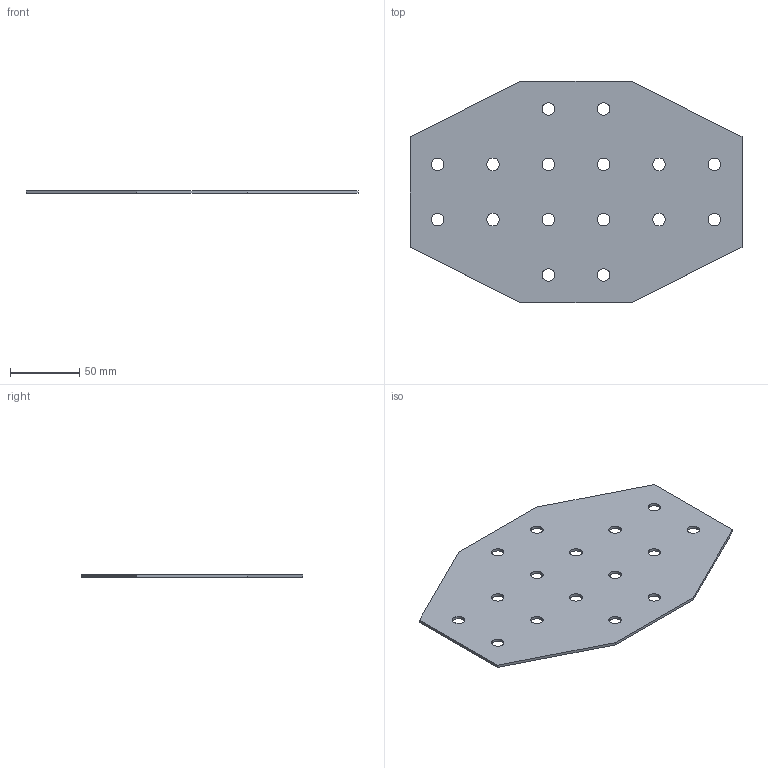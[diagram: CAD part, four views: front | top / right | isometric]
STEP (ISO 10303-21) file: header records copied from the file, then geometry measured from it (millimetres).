
FILE_DESCRIPTION (( 'STEP AP214' ), '1' );
FILE_NAME ('Õ-ïëàñòèíà 40 ñåðèÿ 6õ4 16îòâ 160õ240õ2 óñèë..STEP', '2022-03-01T11:05:04', ( 'user' ), ( '' ), 'SwSTEP 2.0', 'SolidWorks 2021', '' );
FILE_SCHEMA (( 'AUTOMOTIVE_DESIGN' ));
Length unit declared in the file: millimetre
Products named in the file (1): Õ-ïëàñòèíà 40 ñåðèÿ 6õ4 16îòâ 160õ240õ2 óñèë.
Bounding box: 240 x 160 x 2 mm (x, y, z)
Volume: 61964.2 mm3; surface area: 64224.6 mm2
Topology: 1 solids, 1 shells, 42 faces, 120 edges, 80 vertices
Faces by surface type: cylinder 32, plane 10
Entity records: 1506 total; most frequent: DIRECTION 270, CARTESIAN_POINT 243, ORIENTED_EDGE 240, EDGE_CURVE 120, AXIS2_PLACEMENT_3D 107, VERTEX_POINT 80, EDGE_LOOP 74, CIRCLE 64
